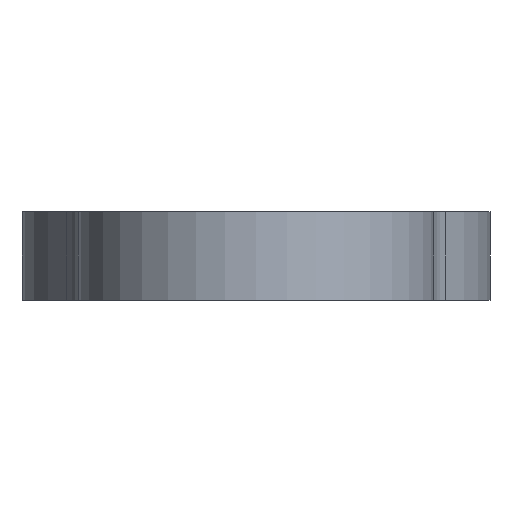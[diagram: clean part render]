
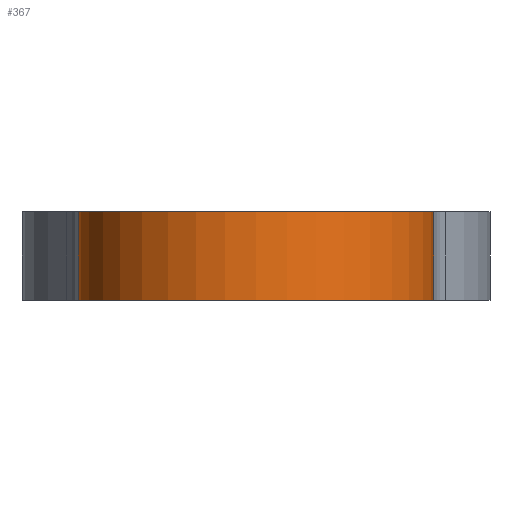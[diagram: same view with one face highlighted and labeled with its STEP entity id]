
A CAD part, front view. The second image highlights one B-rep face of the part: STEP entity #367.
In plain terms, the highlighted cylindrical face has radius 6 mm (diameter 12 mm), a partial arc.
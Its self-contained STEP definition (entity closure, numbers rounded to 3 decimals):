
#8 = DIRECTION ( 'NONE',  ( 0., 0., -1. ) ) ;
#35 = CARTESIAN_POINT ( 'NONE',  ( 0., -80., 3. ) ) ;
#43 = FACE_OUTER_BOUND ( 'NONE', #644, .T. ) ;
#91 = AXIS2_PLACEMENT_3D ( 'NONE', #372, #114, #206 ) ;
#114 = DIRECTION ( 'NONE',  ( 0., 0., 1. ) ) ;
#133 = VECTOR ( 'NONE', #8, 1000. ) ;
#146 = VECTOR ( 'NONE', #648, 1000. ) ;
#160 = ORIENTED_EDGE ( 'NONE', *, *, #515, .F. ) ;
#201 = ORIENTED_EDGE ( 'NONE', *, *, #431, .F. ) ;
#205 = CIRCLE ( 'NONE', #91, 6. ) ;
#206 = DIRECTION ( 'NONE',  ( 1., 0., 0. ) ) ;
#235 = LINE ( 'NONE', #443, #146 ) ;
#243 = CYLINDRICAL_SURFACE ( 'NONE', #650, 6. ) ;
#263 = CARTESIAN_POINT ( 'NONE',  ( -6., -80.06, 3. ) ) ;
#279 = VERTEX_POINT ( 'NONE', #542 ) ;
#292 = VERTEX_POINT ( 'NONE', #595 ) ;
#307 = CARTESIAN_POINT ( 'NONE',  ( 0., -80., 3. ) ) ;
#332 = AXIS2_PLACEMENT_3D ( 'NONE', #307, #513, #463 ) ;
#367 = ADVANCED_FACE ( 'NONE', ( #43 ), #243, .T. ) ;
#372 = CARTESIAN_POINT ( 'NONE',  ( 0., -80., 0. ) ) ;
#431 = EDGE_CURVE ( 'NONE', #292, #279, #235, .T. ) ;
#443 = CARTESIAN_POINT ( 'NONE',  ( 6., -80.06, 3. ) ) ;
#449 = DIRECTION ( 'NONE',  ( 0., 0., -1. ) ) ;
#463 = DIRECTION ( 'NONE',  ( 1., 0., 0. ) ) ;
#470 = LINE ( 'NONE', #263, #133 ) ;
#513 = DIRECTION ( 'NONE',  ( 0., 0., 1. ) ) ;
#515 = EDGE_CURVE ( 'NONE', #600, #292, #622, .T. ) ;
#542 = CARTESIAN_POINT ( 'NONE',  ( 6., -80.06, 0. ) ) ;
#543 = ORIENTED_EDGE ( 'NONE', *, *, #583, .T. ) ;
#555 = EDGE_CURVE ( 'NONE', #641, #279, #205, .T. ) ;
#583 = EDGE_CURVE ( 'NONE', #600, #641, #470, .T. ) ;
#585 = ORIENTED_EDGE ( 'NONE', *, *, #555, .T. ) ;
#595 = CARTESIAN_POINT ( 'NONE',  ( 6., -80.06, 3. ) ) ;
#600 = VERTEX_POINT ( 'NONE', #627 ) ;
#609 = DIRECTION ( 'NONE',  ( -1., 0., 0. ) ) ;
#622 = CIRCLE ( 'NONE', #332, 6. ) ;
#627 = CARTESIAN_POINT ( 'NONE',  ( -6., -80.06, 3. ) ) ;
#641 = VERTEX_POINT ( 'NONE', #642 ) ;
#642 = CARTESIAN_POINT ( 'NONE',  ( -6., -80.06, 0. ) ) ;
#644 = EDGE_LOOP ( 'NONE', ( #585, #201, #160, #543 ) ) ;
#648 = DIRECTION ( 'NONE',  ( 0., 0., -1. ) ) ;
#650 = AXIS2_PLACEMENT_3D ( 'NONE', #35, #449, #609 ) ;
